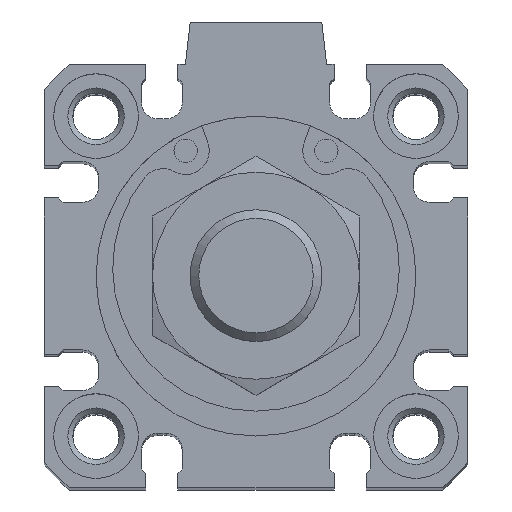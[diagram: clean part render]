
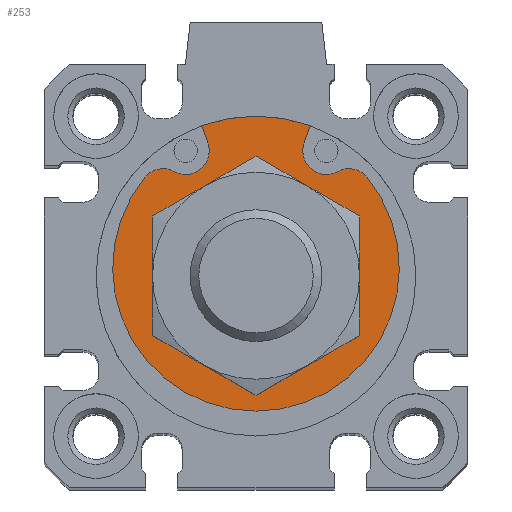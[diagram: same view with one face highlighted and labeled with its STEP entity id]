
A CAD part, top view. The second image highlights one B-rep face of the part: STEP entity #253.
In plain terms, the highlighted planar face has unit normal (0, 0, 1).
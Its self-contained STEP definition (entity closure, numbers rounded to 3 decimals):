
#253 = ADVANCED_FACE( '', ( #553, #554 ), #555, .T. );
#553 = FACE_BOUND( '', #1045, .T. );
#554 = FACE_OUTER_BOUND( '', #1046, .T. );
#555 = PLANE( '', #1047 );
#1045 = EDGE_LOOP( '', ( #1830 ) );
#1046 = EDGE_LOOP( '', ( #1831, #1832, #1833, #1834, #1835, #1836, #1837, #1838 ) );
#1047 = AXIS2_PLACEMENT_3D( '', #1839, #1840, #1841 );
#1830 = ORIENTED_EDGE( '', *, *, #3116, .F. );
#1831 = ORIENTED_EDGE( '', *, *, #3117, .T. );
#1832 = ORIENTED_EDGE( '', *, *, #3118, .F. );
#1833 = ORIENTED_EDGE( '', *, *, #3119, .F. );
#1834 = ORIENTED_EDGE( '', *, *, #3120, .T. );
#1835 = ORIENTED_EDGE( '', *, *, #3121, .T. );
#1836 = ORIENTED_EDGE( '', *, *, #3122, .T. );
#1837 = ORIENTED_EDGE( '', *, *, #3123, .F. );
#1838 = ORIENTED_EDGE( '', *, *, #3124, .F. );
#1839 = CARTESIAN_POINT( '', ( 0., 0., 129.9 ) );
#1840 = DIRECTION( '', ( 0., 0., 1. ) );
#1841 = DIRECTION( '', ( 1., 0., 0. ) );
#3116 = EDGE_CURVE( '', #3783, #3783, #3784, .T. );
#3117 = EDGE_CURVE( '', #3785, #3786, #3787, .T. );
#3118 = EDGE_CURVE( '', #3788, #3786, #3789, .T. );
#3119 = EDGE_CURVE( '', #3790, #3788, #3791, .T. );
#3120 = EDGE_CURVE( '', #3790, #3792, #3793, .T. );
#3121 = EDGE_CURVE( '', #3792, #3794, #3795, .T. );
#3122 = EDGE_CURVE( '', #3794, #3796, #3797, .T. );
#3123 = EDGE_CURVE( '', #3798, #3796, #3799, .T. );
#3124 = EDGE_CURVE( '', #3785, #3798, #3800, .T. );
#3783 = VERTEX_POINT( '', #4680 );
#3784 = CIRCLE( '', #4681, 11. );
#3785 = VERTEX_POINT( '', #4682 );
#3786 = VERTEX_POINT( '', #4683 );
#3787 = CIRCLE( '', #4684, 17. );
#3788 = VERTEX_POINT( '', #4685 );
#3789 = LINE( '', #4686, #4687 );
#3790 = VERTEX_POINT( '', #4688 );
#3791 = CIRCLE( '', #4689, 2.5 );
#3792 = VERTEX_POINT( '', #4690 );
#3793 = CIRCLE( '', #4691, 2.5 );
#3794 = VERTEX_POINT( '', #4692 );
#3795 = CIRCLE( '', #4693, 15.23 );
#3796 = VERTEX_POINT( '', #4694 );
#3797 = CIRCLE( '', #4695, 2.5 );
#3798 = VERTEX_POINT( '', #4696 );
#3799 = CIRCLE( '', #4697, 2.5 );
#3800 = LINE( '', #4698, #4699 );
#4680 = CARTESIAN_POINT( '', ( 11., 0., 129.9 ) );
#4681 = AXIS2_PLACEMENT_3D( '', #5643, #5644, #5645 );
#4682 = CARTESIAN_POINT( '', ( 5.78, 15.987, 129.9 ) );
#4683 = CARTESIAN_POINT( '', ( -5.78, 15.987, 129.9 ) );
#4684 = AXIS2_PLACEMENT_3D( '', #5646, #5647, #5648 );
#4685 = CARTESIAN_POINT( '', ( -5.118, 14.146, 129.9 ) );
#4686 = CARTESIAN_POINT( '', ( -5.118, 14.146, 129.9 ) );
#4687 = VECTOR( '', #5649, 1000. );
#4688 = CARTESIAN_POINT( '', ( -8.672, 11.108, 129.9 ) );
#4689 = AXIS2_PLACEMENT_3D( '', #5650, #5651, #5652 );
#4690 = CARTESIAN_POINT( '', ( -11.812, 10.494, 129.9 ) );
#4691 = AXIS2_PLACEMENT_3D( '', #5653, #5654, #5655 );
#4692 = CARTESIAN_POINT( '', ( 11.812, 10.494, 129.9 ) );
#4693 = AXIS2_PLACEMENT_3D( '', #5656, #5657, #5658 );
#4694 = CARTESIAN_POINT( '', ( 8.672, 11.108, 129.9 ) );
#4695 = AXIS2_PLACEMENT_3D( '', #5659, #5660, #5661 );
#4696 = CARTESIAN_POINT( '', ( 5.118, 14.146, 129.9 ) );
#4697 = AXIS2_PLACEMENT_3D( '', #5662, #5663, #5664 );
#4698 = CARTESIAN_POINT( '', ( 5.78, 15.987, 129.9 ) );
#4699 = VECTOR( '', #5665, 1000. );
#5643 = CARTESIAN_POINT( '', ( 0., 0., 129.9 ) );
#5644 = DIRECTION( '', ( 0., 0., 1. ) );
#5645 = DIRECTION( '', ( 1., 0., 0. ) );
#5646 = CARTESIAN_POINT( '', ( 0., 0., 129.9 ) );
#5647 = DIRECTION( '', ( 0., 0., 1. ) );
#5648 = DIRECTION( '', ( 1., 0., 0. ) );
#5649 = DIRECTION( '', ( -0.339, 0.941, 0. ) );
#5650 = CARTESIAN_POINT( '', ( -7.47, 13.3, 129.9 ) );
#5651 = DIRECTION( '', ( 0., 0., 1. ) );
#5652 = DIRECTION( '', ( 1., 0., 0. ) );
#5653 = CARTESIAN_POINT( '', ( -9.873, 8.916, 129.9 ) );
#5654 = DIRECTION( '', ( 0., 0., 1. ) );
#5655 = DIRECTION( '', ( 1., 0., 0. ) );
#5656 = CARTESIAN_POINT( '', ( 0., 0.88, 129.9 ) );
#5657 = DIRECTION( '', ( 0., 0., 1. ) );
#5658 = DIRECTION( '', ( 1., 0., 0. ) );
#5659 = CARTESIAN_POINT( '', ( 9.873, 8.916, 129.9 ) );
#5660 = DIRECTION( '', ( 0., 0., 1. ) );
#5661 = DIRECTION( '', ( 1., 0., 0. ) );
#5662 = CARTESIAN_POINT( '', ( 7.47, 13.3, 129.9 ) );
#5663 = DIRECTION( '', ( 0., 0., 1. ) );
#5664 = DIRECTION( '', ( 1., 0., 0. ) );
#5665 = DIRECTION( '', ( -0.339, -0.941, 0. ) );
